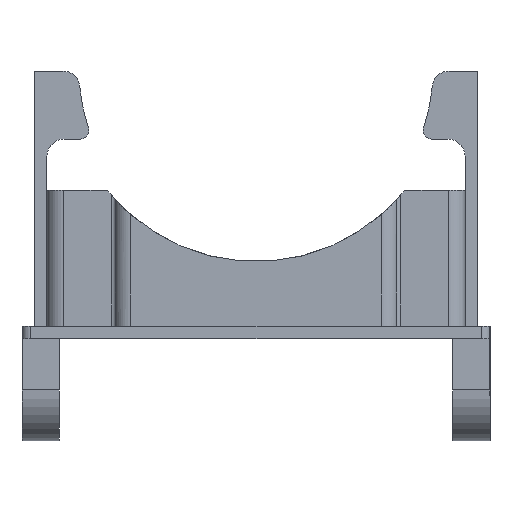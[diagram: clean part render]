
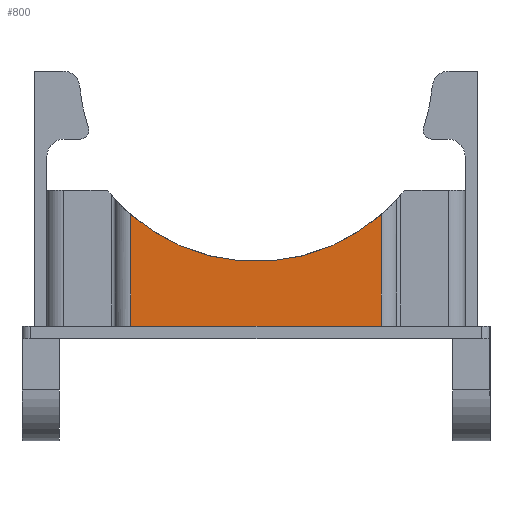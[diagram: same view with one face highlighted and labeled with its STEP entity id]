
A CAD part, front view. The second image highlights one B-rep face of the part: STEP entity #800.
In plain terms, the highlighted planar face has unit normal (0, -1, 0).
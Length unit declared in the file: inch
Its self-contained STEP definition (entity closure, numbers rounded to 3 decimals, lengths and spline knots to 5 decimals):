
#565 = EDGE_CURVE ( 'NONE', #567, #577, #5153, .T. ) ;
#567 = VERTEX_POINT ( 'NONE', #5148 ) ;
#577 = VERTEX_POINT ( 'NONE', #5268 ) ;
#788 = EDGE_CURVE ( 'NONE', #577, #807, #5559, .T. ) ;
#789 = ORIENTED_EDGE ( 'NONE', *, *, #790, .T. ) ;
#790 = EDGE_CURVE ( 'NONE', #804, #567, #5516, .T. ) ;
#791 = ORIENTED_EDGE ( 'NONE', *, *, #788, .T. ) ;
#792 = ORIENTED_EDGE ( 'NONE', *, *, #565, .T. ) ;
#800 = ADVANCED_FACE ( 'NONE', ( #5541 ), #5531, .F. ) ;
#801 = EDGE_LOOP ( 'NONE', ( #802, #789, #792, #791 ) ) ;
#802 = ORIENTED_EDGE ( 'NONE', *, *, #803, .T. ) ;
#803 = EDGE_CURVE ( 'NONE', #807, #804, #5811, .T. ) ;
#804 = VERTEX_POINT ( 'NONE', #5760 ) ;
#807 = VERTEX_POINT ( 'NONE', #5758 ) ;
#5148 = CARTESIAN_POINT ( 'NONE',  ( 0.92, -2.7175, 0.81973 ) ) ;
#5149 = DIRECTION ( 'NONE',  ( 0., 0., 1. ) ) ;
#5150 = DIRECTION ( 'NONE',  ( 0., 1., 0. ) ) ;
#5151 = CARTESIAN_POINT ( 'NONE',  ( 0., -2.7175, 1.875 ) ) ;
#5152 = AXIS2_PLACEMENT_3D ( 'NONE', #5151, #5150, #5149 ) ;
#5153 = CIRCLE ( 'NONE', #5152, 1.4 ) ;
#5268 = CARTESIAN_POINT ( 'NONE',  ( -0.92, -2.7175, 0.81973 ) ) ;
#5501 = DIRECTION ( 'NONE',  ( 0., 0., -1. ) ) ;
#5502 = VECTOR ( 'NONE', #5501, 39.37008 ) ;
#5503 = CARTESIAN_POINT ( 'NONE',  ( -0.92, -2.7175, 1. ) ) ;
#5506 = DIRECTION ( 'NONE',  ( 0., 0., 1. ) ) ;
#5507 = DIRECTION ( 'NONE',  ( 0., 1., 0. ) ) ;
#5508 = CARTESIAN_POINT ( 'NONE',  ( -1.04, -2.7175, 1. ) ) ;
#5509 = AXIS2_PLACEMENT_3D ( 'NONE', #5508, #5507, #5506 ) ;
#5513 = DIRECTION ( 'NONE',  ( 0., 0., 1. ) ) ;
#5514 = VECTOR ( 'NONE', #5513, 39.37008 ) ;
#5515 = CARTESIAN_POINT ( 'NONE',  ( 0.92, -2.7175, 1. ) ) ;
#5516 = LINE ( 'NONE', #5515, #5514 ) ;
#5531 = PLANE ( 'NONE',  #5509 ) ;
#5541 = FACE_OUTER_BOUND ( 'NONE', #801, .T. ) ;
#5559 = LINE ( 'NONE', #5503, #5502 ) ;
#5747 = VECTOR ( 'NONE', #5761, 39.37008 ) ;
#5748 = CARTESIAN_POINT ( 'NONE',  ( -1.04, -2.7175, 0. ) ) ;
#5758 = CARTESIAN_POINT ( 'NONE',  ( -0.92, -2.7175, 0. ) ) ;
#5760 = CARTESIAN_POINT ( 'NONE',  ( 0.92, -2.7175, 0. ) ) ;
#5761 = DIRECTION ( 'NONE',  ( 1., 0., 0. ) ) ;
#5811 = LINE ( 'NONE', #5748, #5747 ) ;
